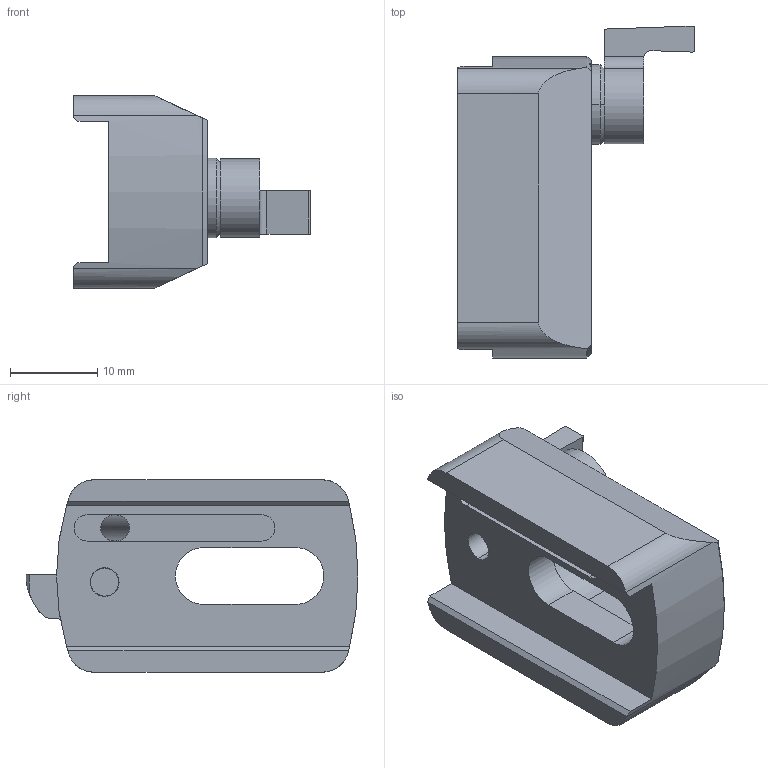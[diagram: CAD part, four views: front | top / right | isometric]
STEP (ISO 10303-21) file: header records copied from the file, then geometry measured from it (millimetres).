
FILE_DESCRIPTION (( 'STEP AP214' ), '1' );
FILE_NAME ('615.388 Kaiser NPH 14-54.STEP', '2010-05-11T09:38:35', ( 'Heinz Keiser AG' ), ( '' ), 'SwSTEP 2.0', 'SolidWorks 2009', '' );
FILE_SCHEMA (( 'AUTOMOTIVE_DESIGN' ));
Length unit declared in the file: millimetre
Products named in the file (4): 694.143 Kaiser ETL M4 X 11,8 T15 IP 10S; 958.503 Kaiser RD 1430 P30C_Breite 3.0; 615.388 Kaiser NPH 14-54_Beschriftung; 615.388 Kaiser NPH 14-54
Assembly tree (3 placements, depth 2):
  615.388 Kaiser NPH 14-54
    694.143 Kaiser ETL M4 X 11,8 T15 IP 10S
    958.503 Kaiser RD 1430 P30C_Breite 3.0
    615.388 Kaiser NPH 14-54_Beschriftung
Bounding box: 27.1 x 37.99 x 22 mm (x, y, z)
Volume: 6635.5 mm3; surface area: 4358.7 mm2
Topology: 3 solids, 3 shells, 113 faces, 283 edges, 178 vertices
Faces by surface type: cylinder 51, plane 39, cone 16, torus 5, sphere 2
Entity records: 3597 total; most frequent: CARTESIAN_POINT 710, DIRECTION 617, ORIENTED_EDGE 566, EDGE_CURVE 283, AXIS2_PLACEMENT_3D 250, VERTEX_POINT 178, CIRCLE 131, EDGE_LOOP 123
